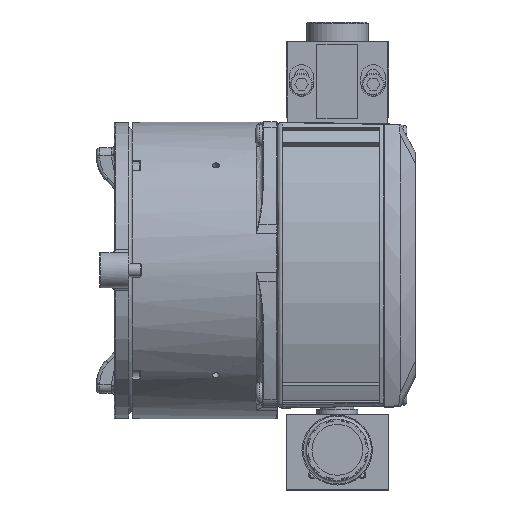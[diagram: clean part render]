
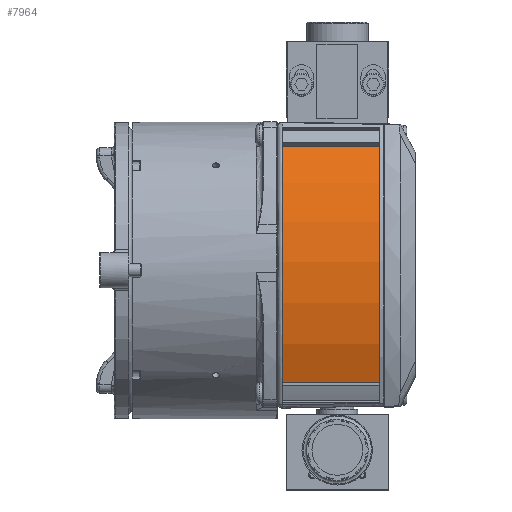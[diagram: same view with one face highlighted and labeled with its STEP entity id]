
A CAD part, top view. The second image highlights one B-rep face of the part: STEP entity #7964.
In plain terms, the highlighted cylindrical face has radius 82.779 mm (diameter 165.557 mm), a partial arc.
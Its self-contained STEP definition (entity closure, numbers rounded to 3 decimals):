
#710=CYLINDRICAL_SURFACE('',#29362,82.779);
#2695=CIRCLE('',#29360,82.779);
#2696=CIRCLE('',#29361,82.779);
#4745=LINE('',#45386,#6382);
#4746=LINE('',#45390,#6383);
#6382=VECTOR('',#33870,1.);
#6383=VECTOR('',#33873,1.);
#7964=ADVANCED_FACE('',(#9986),#710,.T.);
#9986=FACE_OUTER_BOUND('',#11729,.T.);
#11729=EDGE_LOOP('',(#15108,#15109,#15110,#15111));
#15108=ORIENTED_EDGE('',*,*,#25093,.F.);
#15109=ORIENTED_EDGE('',*,*,#25094,.F.);
#15110=ORIENTED_EDGE('',*,*,#25095,.T.);
#15111=ORIENTED_EDGE('',*,*,#25096,.T.);
#22317=VERTEX_POINT('',#45384);
#22318=VERTEX_POINT('',#45385);
#22319=VERTEX_POINT('',#45387);
#22320=VERTEX_POINT('',#45389);
#25093=EDGE_CURVE('',#22317,#22318,#2695,.T.);
#25094=EDGE_CURVE('',#22319,#22317,#4745,.T.);
#25095=EDGE_CURVE('',#22319,#22320,#2696,.T.);
#25096=EDGE_CURVE('',#22320,#22318,#4746,.T.);
#29360=AXIS2_PLACEMENT_3D('',#45383,#33868,#33869);
#29361=AXIS2_PLACEMENT_3D('',#45388,#33871,#33872);
#29362=AXIS2_PLACEMENT_3D('',#45391,#33874,#33875);
#33868=DIRECTION('',(1.,0.,0.));
#33869=DIRECTION('',(0.,0.,-1.));
#33870=DIRECTION('',(1.,0.,0.));
#33871=DIRECTION('',(1.,0.,0.));
#33872=DIRECTION('',(0.,0.,-1.));
#33873=DIRECTION('',(1.,0.,0.));
#33874=DIRECTION('',(1.,0.,0.));
#33875=DIRECTION('',(0.,0.,1.));
#45383=CARTESIAN_POINT('',(13.121,68.436,115.951));
#45384=CARTESIAN_POINT('',(13.121,111.526,186.63));
#45385=CARTESIAN_POINT('',(13.121,38.359,193.072));
#45386=CARTESIAN_POINT('',(-17.08,111.526,186.63));
#45387=CARTESIAN_POINT('',(-17.08,111.526,186.63));
#45388=CARTESIAN_POINT('',(-17.08,68.436,115.951));
#45389=CARTESIAN_POINT('',(-17.08,38.359,193.072));
#45390=CARTESIAN_POINT('',(-17.08,38.359,193.072));
#45391=CARTESIAN_POINT('',(-17.08,68.436,115.951));
